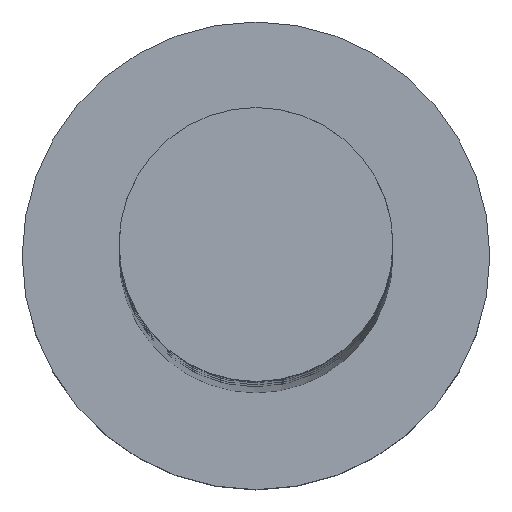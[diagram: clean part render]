
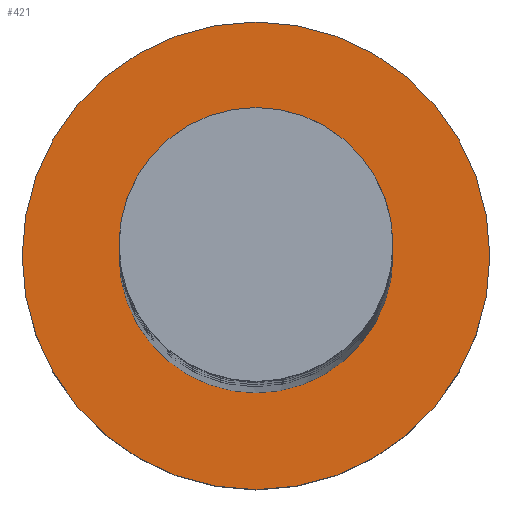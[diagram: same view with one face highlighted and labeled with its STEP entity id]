
A CAD part, top view. The second image highlights one B-rep face of the part: STEP entity #421.
In plain terms, the highlighted planar face has unit normal (0, 0, 1).
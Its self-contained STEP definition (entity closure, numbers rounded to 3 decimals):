
#6 = FACE_OUTER_BOUND ( 'NONE', #1583, .T. ) ;
#7 = EDGE_LOOP ( 'NONE', ( #711, #1522 ) ) ;
#42 = CIRCLE ( 'NONE', #1361, 7. ) ;
#61 = VERTEX_POINT ( 'NONE', #1013 ) ;
#103 = ORIENTED_EDGE ( 'NONE', *, *, #1456, .T. ) ;
#111 = VERTEX_POINT ( 'NONE', #1447 ) ;
#115 = EDGE_CURVE ( 'NONE', #920, #61, #1614, .T. ) ;
#175 = AXIS2_PLACEMENT_3D ( 'NONE', #1226, #408, #808 ) ;
#213 = FACE_BOUND ( 'NONE', #7, .T. ) ;
#375 = DIRECTION ( 'NONE',  ( 0., 0., 1. ) ) ;
#378 = DIRECTION ( 'NONE',  ( 0., 0., 1. ) ) ;
#397 = AXIS2_PLACEMENT_3D ( 'NONE', #885, #1748, #1176 ) ;
#408 = DIRECTION ( 'NONE',  ( 0., 0., 1. ) ) ;
#421 = ADVANCED_FACE ( 'NONE', ( #213, #6 ), #1578, .T. ) ;
#533 = CARTESIAN_POINT ( 'NONE',  ( 0., 0., 5. ) ) ;
#599 = AXIS2_PLACEMENT_3D ( 'NONE', #1457, #378, #1740 ) ;
#635 = DIRECTION ( 'NONE',  ( 1., 0., 0. ) ) ;
#655 = CIRCLE ( 'NONE', #1358, 4.1 ) ;
#657 = CIRCLE ( 'NONE', #175, 4.1 ) ;
#711 = ORIENTED_EDGE ( 'NONE', *, *, #1532, .F. ) ;
#745 = CARTESIAN_POINT ( 'NONE',  ( 4.1, 0., 5. ) ) ;
#808 = DIRECTION ( 'NONE',  ( 1., 0., 0. ) ) ;
#885 = CARTESIAN_POINT ( 'NONE',  ( 0., 0., 5. ) ) ;
#920 = VERTEX_POINT ( 'NONE', #1339 ) ;
#1013 = CARTESIAN_POINT ( 'NONE',  ( -7., 0., 5. ) ) ;
#1042 = EDGE_CURVE ( 'NONE', #1114, #111, #655, .T. ) ;
#1114 = VERTEX_POINT ( 'NONE', #745 ) ;
#1176 = DIRECTION ( 'NONE',  ( 1., 0., 0. ) ) ;
#1226 = CARTESIAN_POINT ( 'NONE',  ( 0., 0., 5. ) ) ;
#1268 = DIRECTION ( 'NONE',  ( 0., 0., 1. ) ) ;
#1284 = DIRECTION ( 'NONE',  ( 1., 0., 0. ) ) ;
#1339 = CARTESIAN_POINT ( 'NONE',  ( 7., 0., 5. ) ) ;
#1358 = AXIS2_PLACEMENT_3D ( 'NONE', #1657, #1268, #1284 ) ;
#1361 = AXIS2_PLACEMENT_3D ( 'NONE', #533, #375, #635 ) ;
#1436 = ORIENTED_EDGE ( 'NONE', *, *, #115, .T. ) ;
#1447 = CARTESIAN_POINT ( 'NONE',  ( -4.1, 0., 5. ) ) ;
#1456 = EDGE_CURVE ( 'NONE', #61, #920, #42, .T. ) ;
#1457 = CARTESIAN_POINT ( 'NONE',  ( 0., 0., 5. ) ) ;
#1522 = ORIENTED_EDGE ( 'NONE', *, *, #1042, .F. ) ;
#1532 = EDGE_CURVE ( 'NONE', #111, #1114, #657, .T. ) ;
#1578 = PLANE ( 'NONE',  #397 ) ;
#1583 = EDGE_LOOP ( 'NONE', ( #103, #1436 ) ) ;
#1614 = CIRCLE ( 'NONE', #599, 7. ) ;
#1657 = CARTESIAN_POINT ( 'NONE',  ( 0., 0., 5. ) ) ;
#1740 = DIRECTION ( 'NONE',  ( 1., 0., 0. ) ) ;
#1748 = DIRECTION ( 'NONE',  ( 0., 0., 1. ) ) ;
